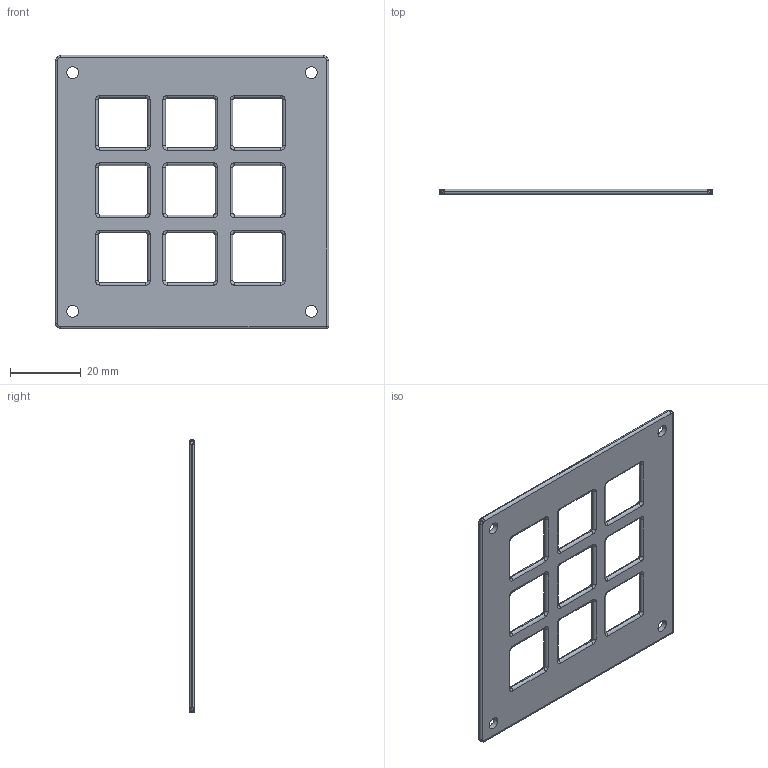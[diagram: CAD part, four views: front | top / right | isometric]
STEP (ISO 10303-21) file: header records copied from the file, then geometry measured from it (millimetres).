
FILE_DESCRIPTION(/* description */ (''),/* implementation_level */ '2;1');
FILE_NAME(/* name */ 'Keeb Case top.step',/* time_stamp */ '2025-12-21T18:27:45-07:00',/* author */ (''),/* organization */ (''),/* preprocessor_version */ 'ST-DEVELOPER v20.1',/* originating_system */ 'Autodesk Translation Framework v14.21.0.0',/* authorisation */ '');
FILE_SCHEMA (('AUTOMOTIVE_DESIGN { 1 0 10303 214 3 1 1 }'));
Length unit declared in the file: millimetre
Products named in the file (1): 2025-12-21-12-15-30-981
Bounding box: 77.34 x 1.5 x 77.34 mm (x, y, z)
Volume: 6080.8 mm3; surface area: 9124.5 mm2
Topology: 1 solids, 1 shells, 261 faces, 614 edges, 355 vertices
Faces by surface type: cylinder 121, torus 72, plane 42, bspline 26
Full cylindrical faces by diameter (mm): 3.4 x4
Entity records: 8612 total; most frequent: CARTESIAN_POINT 2459, DIRECTION 1390, ORIENTED_EDGE 1228, EDGE_CURVE 614, AXIS2_PLACEMENT_3D 576, VERTEX_POINT 355, CIRCLE 340, EDGE_LOOP 287
